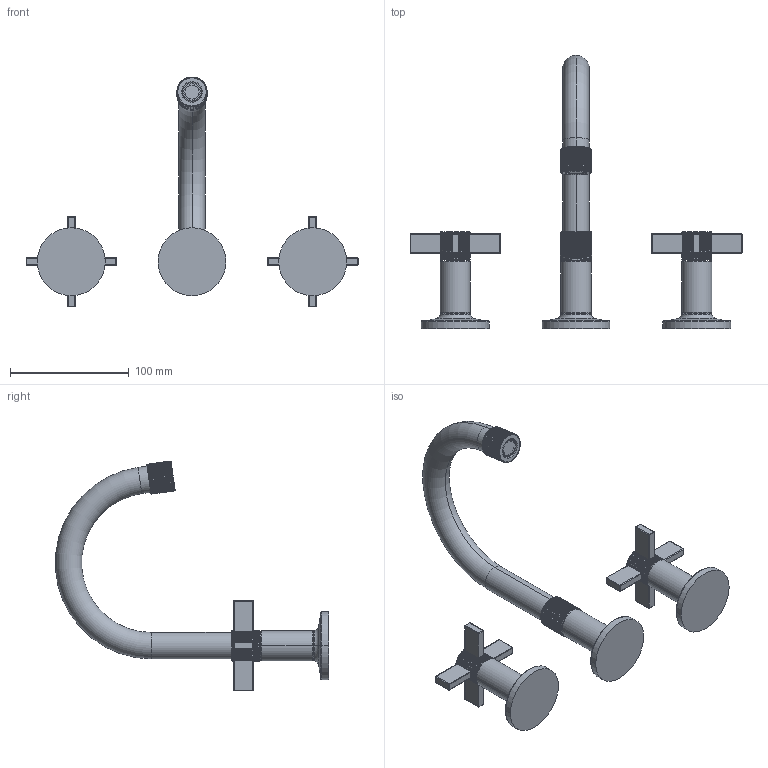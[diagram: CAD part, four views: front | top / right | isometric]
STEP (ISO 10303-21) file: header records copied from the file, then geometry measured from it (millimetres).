
FILE_DESCRIPTION((''),'2;1');
FILE_NAME('3240C','2024-03-14T10:29:14',('rsmith'),(''),'CREO PARAMETRIC BY PTC INC, 2023134','CREO PARAMETRIC BY PTC INC, 2023134','');
FILE_SCHEMA(('CONFIG_CONTROL_DESIGN'));
Length unit declared in the file: inch
Products named in the file (1): 3240C
Bounding box: 279.4 x 229.76 x 193.51 mm (x, y, z)
Volume: 310038.3 mm3; surface area: 73513.8 mm2
Topology: 3 solids, 3 shells, 1177 faces, 3299 edges, 2139 vertices
Faces by surface type: plane 673, cylinder 412, torus 44, sphere 32, cone 10, bspline 6
Entity records: 45020 total; most frequent: CARTESIAN_POINT 15823, ORIENTED_EDGE 6598, DIRECTION 5562, EDGE_CURVE 3299, VERTEX_POINT 2139, AXIS2_PLACEMENT_3D 2070, VECTOR 1422, LINE 1422
